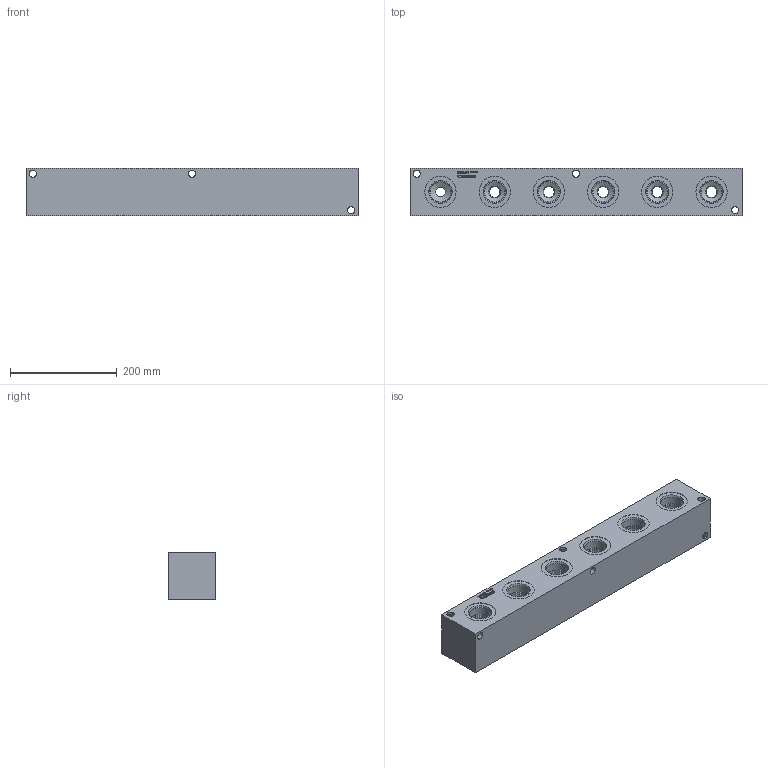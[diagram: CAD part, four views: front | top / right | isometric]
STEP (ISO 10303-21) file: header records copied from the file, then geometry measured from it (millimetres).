
FILE_DESCRIPTION(/* description */ (''),/* implementation_level */ '2;1');
FILE_NAME(/* name */ '_J1800620S.stp',/* time_stamp */ '2020-03-17T08:17:02-04:00',/* author */ ('alexanderw'),/* organization */ (''),/* preprocessor_version */ 'ST-DEVELOPER v17',/* originating_system */ 'Autodesk Inventor 2019',/* authorisation */ '');
FILE_SCHEMA (('AUTOMOTIVE_DESIGN { 1 0 10303 214 3 1 1 }'));
Length unit declared in the file: millimetre
Products named in the file (1): Part_AJ1800620S_3D
Bounding box: 622.3 x 88.9 x 88.9 mm (x, y, z)
Volume: 4239484.5 mm3; surface area: 308660.9 mm2
Topology: 1 solids, 1 shells, 465 faces, 1235 edges, 818 vertices
Faces by surface type: plane 230, bspline 115, cylinder 72, cone 48
Full cylindrical faces by diameter (mm): 13.487 x12, 38.1 x12, 39.218 x12, 41.275 x11, 41.28 x1, 41.758 x1, 43.51 x11, 58.572 x12
Entity records: 15439 total; most frequent: CARTESIAN_POINT 4014, ORIENTED_EDGE 2470, DIRECTION 1949, EDGE_CURVE 1235, VERTEX_POINT 818, LINE 763, VECTOR 763, AXIS2_PLACEMENT_3D 593
